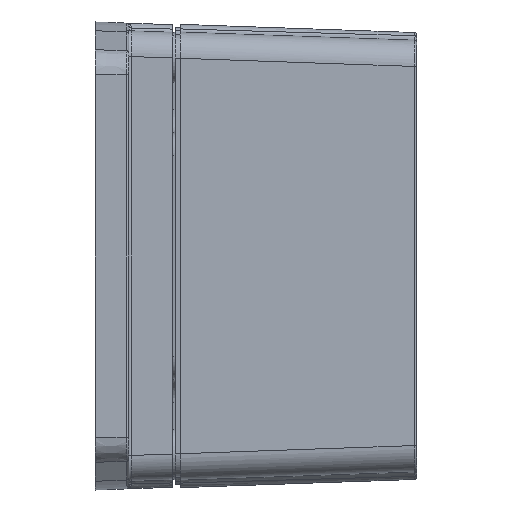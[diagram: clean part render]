
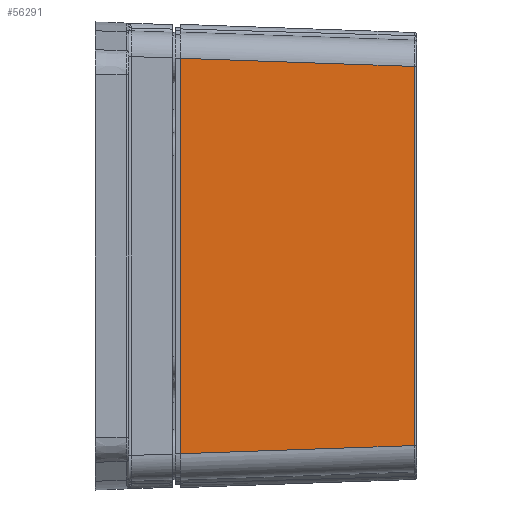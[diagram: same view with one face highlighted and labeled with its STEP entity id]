
A CAD part, left-side view. The second image highlights one B-rep face of the part: STEP entity #56291.
In plain terms, the highlighted planar face has unit normal (-0.999, -0.035, 0).
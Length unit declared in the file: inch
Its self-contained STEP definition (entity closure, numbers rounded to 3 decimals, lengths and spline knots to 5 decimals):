
#2779 = EDGE_CURVE ( 'NONE', #95980, #58478, #86225, .T. ) ;
#9536 = ORIENTED_EDGE ( 'NONE', *, *, #31152, .F. ) ;
#13909 = EDGE_CURVE ( 'NONE', #92560, #72365, #95768, .T. ) ;
#19657 = CARTESIAN_POINT ( 'NONE',  ( -1.7759, -0.01091, -1.51618 ) ) ;
#23632 = AXIS2_PLACEMENT_3D ( 'NONE', #31407, #61039, #90721 ) ;
#25751 = DIRECTION ( 'NONE',  ( 0., 0., -1. ) ) ;
#31152 = EDGE_CURVE ( 'NONE', #92560, #95980, #55835, .T. ) ;
#31407 = CARTESIAN_POINT ( 'NONE',  ( -1.77559, -0.01982, -1.77165 ) ) ;
#37138 = CARTESIAN_POINT ( 'NONE',  ( -1.77422, -0.05906, -1.77165 ) ) ;
#37717 = FACE_OUTER_BOUND ( 'NONE', #75244, .T. ) ;
#37752 = CARTESIAN_POINT ( 'NONE',  ( -1.77422, -0.05906, -1.5145 ) ) ;
#40528 = DIRECTION ( 'NONE',  ( -0.035, 0.999, -0.035 ) ) ;
#48641 = ORIENTED_EDGE ( 'NONE', *, *, #13909, .T. ) ;
#50318 = VECTOR ( 'NONE', #40528, 39.37008 ) ;
#52002 = CARTESIAN_POINT ( 'NONE',  ( -1.71164, -1.85108, 1.45192 ) ) ;
#55835 = LINE ( 'NONE', #62175, #86243 ) ;
#56291 = ADVANCED_FACE ( 'NONE', ( #37717 ), #75154, .T. ) ;
#57516 = EDGE_CURVE ( 'NONE', #72365, #58478, #82348, .T. ) ;
#58478 = VERTEX_POINT ( 'NONE', #37752 ) ;
#59773 = DIRECTION ( 'NONE',  ( -0.035, 0.999, 0.035 ) ) ;
#61039 = DIRECTION ( 'NONE',  ( -0.999, -0.035, 0. ) ) ;
#62175 = CARTESIAN_POINT ( 'NONE',  ( -1.71164, -1.85108, -0.88583 ) ) ;
#70086 = ORIENTED_EDGE ( 'NONE', *, *, #2779, .F. ) ;
#72365 = VERTEX_POINT ( 'NONE', #82688 ) ;
#75154 = PLANE ( 'NONE',  #23632 ) ;
#75244 = EDGE_LOOP ( 'NONE', ( #85602, #70086, #9536, #48641 ) ) ;
#82348 = LINE ( 'NONE', #37138, #84251 ) ;
#82688 = CARTESIAN_POINT ( 'NONE',  ( -1.77422, -0.05906, 1.5145 ) ) ;
#84251 = VECTOR ( 'NONE', #89662, 39.37008 ) ;
#85602 = ORIENTED_EDGE ( 'NONE', *, *, #57516, .T. ) ;
#86225 = LINE ( 'NONE', #19657, #50318 ) ;
#86243 = VECTOR ( 'NONE', #25751, 39.37008 ) ;
#87679 = CARTESIAN_POINT ( 'NONE',  ( -1.71164, -1.85108, -1.45192 ) ) ;
#89231 = VECTOR ( 'NONE', #59773, 39.37008 ) ;
#89662 = DIRECTION ( 'NONE',  ( 0., 0., -1. ) ) ;
#90721 = DIRECTION ( 'NONE',  ( -0.035, 0.999, 0. ) ) ;
#90925 = CARTESIAN_POINT ( 'NONE',  ( -1.71164, -1.85108, 1.45192 ) ) ;
#92560 = VERTEX_POINT ( 'NONE', #90925 ) ;
#95768 = LINE ( 'NONE', #52002, #89231 ) ;
#95980 = VERTEX_POINT ( 'NONE', #87679 ) ;
